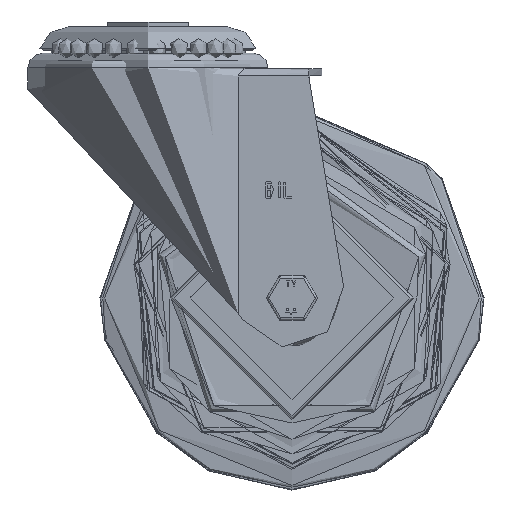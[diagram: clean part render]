
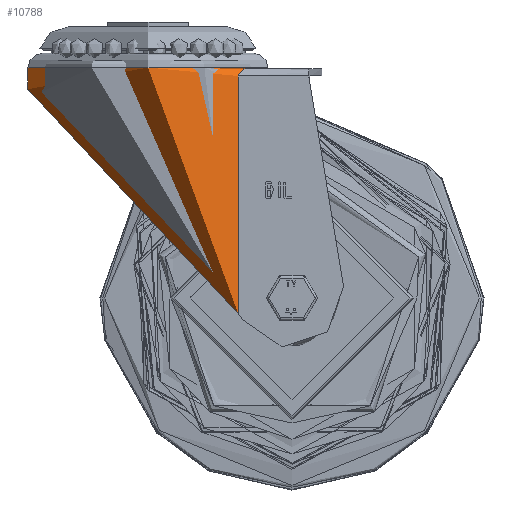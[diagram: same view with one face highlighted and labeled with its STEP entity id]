
A CAD part, front view. The second image highlights one B-rep face of the part: STEP entity #10788.
In plain terms, the highlighted cylindrical face has radius 50 mm (diameter 100 mm), a full revolution.
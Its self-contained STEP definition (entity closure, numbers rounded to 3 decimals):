
#963=B_SPLINE_CURVE_WITH_KNOTS('',3,(#15764,#15765,#15766,#15767,#15768,
#15769,#15770,#15771,#15772,#15773),.UNSPECIFIED.,.F.,.F.,(4,2,2,2,4),(-0.518,
-0.372,-0.225,-0.113,0.),
 .UNSPECIFIED.);
#964=B_SPLINE_CURVE_WITH_KNOTS('',3,(#15777,#15778,#15779,#15780,#15781,
#15782,#15783,#15784,#15785,#15786,#15787,#15788,#15789,#15790,#15791,#15792,
#15793,#15794,#15795,#15796,#15797,#15798,#15799,#15800,#15801,#15802,#15803,
#15804,#15805,#15806,#15807,#15808,#15809,#15810,#15811,#15812,#15813,#15814,
#15815,#15816,#15817,#15818,#15819,#15820,#15821,#15822,#15823,#15824,#15825,
#15826,#15827,#15828,#15829,#15830,#15831,#15832,#15833,#15834),
 .UNSPECIFIED.,.F.,.F.,(4,2,2,2,2,2,2,2,2,2,2,2,2,2,2,2,2,2,2,2,2,2,2,2,
2,2,2,2,4),(-32.135,-31.279,-30.256,-28.941,
-27.626,-26.311,-24.995,-23.852,
-22.709,-21.565,-20.422,-19.61,
-18.798,-17.986,-17.173,-16.361,
-15.549,-14.737,-13.925,-12.781,
-11.638,-10.495,-9.351,-8.036,
-6.721,-5.406,-4.09,-3.068,
-2.212),.UNSPECIFIED.);
#965=B_SPLINE_CURVE_WITH_KNOTS('',3,(#15837,#15838,#15839,#15840,#15841,
#15842,#15843,#15844,#15845,#15846),.UNSPECIFIED.,.F.,.F.,(4,2,2,2,4),(1.022,
1.134,1.247,1.394,1.54),
 .UNSPECIFIED.);
#1491=FACE_OUTER_BOUND('',#2151,.T.);
#2151=EDGE_LOOP('',(#7303,#7304,#7305,#7306,#7307,#7308,#7309,#7310,#7311,
#7312));
#2868=LINE('',#15759,#3435);
#2869=LINE('',#15775,#3436);
#2870=LINE('',#15836,#3437);
#3435=VECTOR('',#12788,50.);
#3436=VECTOR('',#12793,1000.);
#3437=VECTOR('',#12794,1000.);
#4000=CIRCLE('',#11612,50.);
#4001=CIRCLE('',#11613,50.);
#4002=CIRCLE('',#11614,50.);
#4567=VERTEX_POINT('',#15755);
#4568=VERTEX_POINT('',#15756);
#4569=VERTEX_POINT('',#15758);
#4570=VERTEX_POINT('',#15761);
#4571=VERTEX_POINT('',#15763);
#4572=VERTEX_POINT('',#15774);
#4573=VERTEX_POINT('',#15776);
#4574=VERTEX_POINT('',#15835);
#5627=EDGE_CURVE('',#4567,#4568,#4000,.T.);
#5628=EDGE_CURVE('',#4568,#4569,#2868,.T.);
#5629=EDGE_CURVE('',#4569,#4569,#4001,.T.);
#5630=EDGE_CURVE('',#4568,#4570,#4002,.T.);
#5631=EDGE_CURVE('',#4571,#4570,#963,.F.);
#5632=EDGE_CURVE('',#4571,#4572,#2869,.T.);
#5633=EDGE_CURVE('',#4572,#4573,#964,.T.);
#5634=EDGE_CURVE('',#4573,#4574,#2870,.T.);
#5635=EDGE_CURVE('',#4567,#4574,#965,.F.);
#7303=ORIENTED_EDGE('',*,*,#5627,.T.);
#7304=ORIENTED_EDGE('',*,*,#5628,.T.);
#7305=ORIENTED_EDGE('',*,*,#5629,.F.);
#7306=ORIENTED_EDGE('',*,*,#5628,.F.);
#7307=ORIENTED_EDGE('',*,*,#5630,.T.);
#7308=ORIENTED_EDGE('',*,*,#5631,.F.);
#7309=ORIENTED_EDGE('',*,*,#5632,.T.);
#7310=ORIENTED_EDGE('',*,*,#5633,.T.);
#7311=ORIENTED_EDGE('',*,*,#5634,.T.);
#7312=ORIENTED_EDGE('',*,*,#5635,.F.);
#10643=CYLINDRICAL_SURFACE('',#11611,50.);
#10788=ADVANCED_FACE('',(#1491),#10643,.T.);
#11611=AXIS2_PLACEMENT_3D('',#15754,#12784,#12785);
#11612=AXIS2_PLACEMENT_3D('',#15757,#12786,#12787);
#11613=AXIS2_PLACEMENT_3D('',#15760,#12789,#12790);
#11614=AXIS2_PLACEMENT_3D('',#15762,#12791,#12792);
#12784=DIRECTION('center_axis',(0.,0.,-1.));
#12785=DIRECTION('ref_axis',(-1.,0.,0.));
#12786=DIRECTION('center_axis',(0.,0.,1.));
#12787=DIRECTION('ref_axis',(-1.,0.,0.));
#12788=DIRECTION('',(0.,0.,1.));
#12789=DIRECTION('center_axis',(0.,0.,1.));
#12790=DIRECTION('ref_axis',(1.,0.,0.));
#12791=DIRECTION('center_axis',(0.,0.,1.));
#12792=DIRECTION('ref_axis',(-1.,0.,0.));
#12793=DIRECTION('',(0.,0.,-1.));
#12794=DIRECTION('',(0.,0.,1.));
#15754=CARTESIAN_POINT('Origin',(0.,0.,-1.));
#15755=CARTESIAN_POINT('',(40.,-30.,-7.5));
#15756=CARTESIAN_POINT('',(50.,0.,-7.5));
#15757=CARTESIAN_POINT('Origin',(0.,0.,-7.5));
#15758=CARTESIAN_POINT('',(50.,0.,-7.));
#15759=CARTESIAN_POINT('',(50.,0.,-1.));
#15760=CARTESIAN_POINT('Origin',(0.,0.,-7.));
#15761=CARTESIAN_POINT('',(40.,30.,-7.5));
#15762=CARTESIAN_POINT('Origin',(0.,0.,-7.5));
#15763=CARTESIAN_POINT('',(37.563,33.,-10.5));
#15764=CARTESIAN_POINT('Ctrl Pts',(40.,30.,-7.5));
#15765=CARTESIAN_POINT('Ctrl Pts',(39.707,30.391,-7.5));
#15766=CARTESIAN_POINT('Ctrl Pts',(39.385,30.807,-7.58));
#15767=CARTESIAN_POINT('Ctrl Pts',(38.767,31.581,-7.916));
#15768=CARTESIAN_POINT('Ctrl Pts',(38.472,31.938,-8.171));
#15769=CARTESIAN_POINT('Ctrl Pts',(38.047,32.443,-8.728));
#15770=CARTESIAN_POINT('Ctrl Pts',(37.872,32.646,-9.037));
#15771=CARTESIAN_POINT('Ctrl Pts',(37.629,32.925,-9.735));
#15772=CARTESIAN_POINT('Ctrl Pts',(37.563,33.,-10.125));
#15773=CARTESIAN_POINT('Ctrl Pts',(37.563,33.,-10.5));
#15774=CARTESIAN_POINT('',(37.563,33.,-109.455));
#15775=CARTESIAN_POINT('',(37.563,33.,-65.5));
#15776=CARTESIAN_POINT('',(37.563,-33.,-109.455));
#15777=CARTESIAN_POINT('Ctrl Pts',(37.563,33.,-109.455));
#15778=CARTESIAN_POINT('Ctrl Pts',(36.069,34.701,-107.385));
#15779=CARTESIAN_POINT('Ctrl Pts',(34.498,36.256,-105.241));
#15780=CARTESIAN_POINT('Ctrl Pts',(30.97,39.337,-100.511));
#15781=CARTESIAN_POINT('Ctrl Pts',(28.998,40.798,-97.919));
#15782=CARTESIAN_POINT('Ctrl Pts',(24.553,43.657,-92.192));
#15783=CARTESIAN_POINT('Ctrl Pts',(21.844,45.082,-88.783));
#15784=CARTESIAN_POINT('Ctrl Pts',(16.126,47.429,-81.796));
#15785=CARTESIAN_POINT('Ctrl Pts',(13.119,48.351,-78.218));
#15786=CARTESIAN_POINT('Ctrl Pts',(6.955,49.614,-71.095));
#15787=CARTESIAN_POINT('Ctrl Pts',(3.796,49.955,-67.549));
#15788=CARTESIAN_POINT('Ctrl Pts',(-2.497,50.037,-60.678));
#15789=CARTESIAN_POINT('Ctrl Pts',(-5.632,49.777,-57.352));
#15790=CARTESIAN_POINT('Ctrl Pts',(-11.286,48.783,-51.504));
#15791=CARTESIAN_POINT('Ctrl Pts',(-14.045,48.078,-48.714));
#15792=CARTESIAN_POINT('Ctrl Pts',(-19.617,46.086,-43.211));
#15793=CARTESIAN_POINT('Ctrl Pts',(-22.43,44.798,-40.498));
#15794=CARTESIAN_POINT('Ctrl Pts',(-27.901,41.612,-35.34));
#15795=CARTESIAN_POINT('Ctrl Pts',(-30.56,39.712,-32.891));
#15796=CARTESIAN_POINT('Ctrl Pts',(-35.521,35.343,-28.408));
#15797=CARTESIAN_POINT('Ctrl Pts',(-37.824,32.875,-26.374));
#15798=CARTESIAN_POINT('Ctrl Pts',(-41.307,28.276,-23.34));
#15799=CARTESIAN_POINT('Ctrl Pts',(-42.706,26.138,-22.136));
#15800=CARTESIAN_POINT('Ctrl Pts',(-45.221,21.496,-19.992));
#15801=CARTESIAN_POINT('Ctrl Pts',(-46.336,18.991,-19.052));
#15802=CARTESIAN_POINT('Ctrl Pts',(-48.151,13.754,-17.532));
#15803=CARTESIAN_POINT('Ctrl Pts',(-48.851,11.018,-16.951));
#15804=CARTESIAN_POINT('Ctrl Pts',(-49.776,5.494,-16.185));
#15805=CARTESIAN_POINT('Ctrl Pts',(-50.,2.707,-16.));
#15806=CARTESIAN_POINT('Ctrl Pts',(-50.,-2.707,-16.));
#15807=CARTESIAN_POINT('Ctrl Pts',(-49.776,-5.494,-16.185));
#15808=CARTESIAN_POINT('Ctrl Pts',(-48.851,-11.018,
-16.951));
#15809=CARTESIAN_POINT('Ctrl Pts',(-48.151,-13.754,-17.532));
#15810=CARTESIAN_POINT('Ctrl Pts',(-46.336,-18.991,
-19.052));
#15811=CARTESIAN_POINT('Ctrl Pts',(-45.221,-21.496,
-19.992));
#15812=CARTESIAN_POINT('Ctrl Pts',(-42.706,-26.138,
-22.136));
#15813=CARTESIAN_POINT('Ctrl Pts',(-41.307,-28.276,
-23.34));
#15814=CARTESIAN_POINT('Ctrl Pts',(-37.824,-32.875,
-26.374));
#15815=CARTESIAN_POINT('Ctrl Pts',(-35.521,-35.343,-28.408));
#15816=CARTESIAN_POINT('Ctrl Pts',(-30.56,-39.712,
-32.891));
#15817=CARTESIAN_POINT('Ctrl Pts',(-27.901,-41.612,-35.34));
#15818=CARTESIAN_POINT('Ctrl Pts',(-22.43,-44.798,
-40.498));
#15819=CARTESIAN_POINT('Ctrl Pts',(-19.617,-46.086,
-43.211));
#15820=CARTESIAN_POINT('Ctrl Pts',(-14.045,-48.078,
-48.714));
#15821=CARTESIAN_POINT('Ctrl Pts',(-11.286,-48.783,
-51.504));
#15822=CARTESIAN_POINT('Ctrl Pts',(-5.632,-49.777,-57.352));
#15823=CARTESIAN_POINT('Ctrl Pts',(-2.497,-50.037,
-60.678));
#15824=CARTESIAN_POINT('Ctrl Pts',(3.796,-49.955,-67.549));
#15825=CARTESIAN_POINT('Ctrl Pts',(6.955,-49.614,-71.095));
#15826=CARTESIAN_POINT('Ctrl Pts',(13.119,-48.351,-78.218));
#15827=CARTESIAN_POINT('Ctrl Pts',(16.126,-47.429,-81.796));
#15828=CARTESIAN_POINT('Ctrl Pts',(21.844,-45.082,-88.783));
#15829=CARTESIAN_POINT('Ctrl Pts',(24.553,-43.657,-92.192));
#15830=CARTESIAN_POINT('Ctrl Pts',(28.998,-40.798,-97.919));
#15831=CARTESIAN_POINT('Ctrl Pts',(30.97,-39.337,-100.511));
#15832=CARTESIAN_POINT('Ctrl Pts',(34.498,-36.256,-105.241));
#15833=CARTESIAN_POINT('Ctrl Pts',(36.069,-34.701,-107.385));
#15834=CARTESIAN_POINT('Ctrl Pts',(37.563,-33.,-109.455));
#15835=CARTESIAN_POINT('',(37.563,-33.,-10.5));
#15836=CARTESIAN_POINT('',(37.563,-33.,-65.5));
#15837=CARTESIAN_POINT('Ctrl Pts',(37.563,-33.,-10.5));
#15838=CARTESIAN_POINT('Ctrl Pts',(37.563,-33.,-10.125));
#15839=CARTESIAN_POINT('Ctrl Pts',(37.629,-32.925,-9.735));
#15840=CARTESIAN_POINT('Ctrl Pts',(37.872,-32.646,-9.037));
#15841=CARTESIAN_POINT('Ctrl Pts',(38.047,-32.443,-8.728));
#15842=CARTESIAN_POINT('Ctrl Pts',(38.472,-31.938,-8.171));
#15843=CARTESIAN_POINT('Ctrl Pts',(38.767,-31.581,-7.916));
#15844=CARTESIAN_POINT('Ctrl Pts',(39.385,-30.807,-7.58));
#15845=CARTESIAN_POINT('Ctrl Pts',(39.707,-30.391,-7.5));
#15846=CARTESIAN_POINT('Ctrl Pts',(40.,-30.,-7.5));
